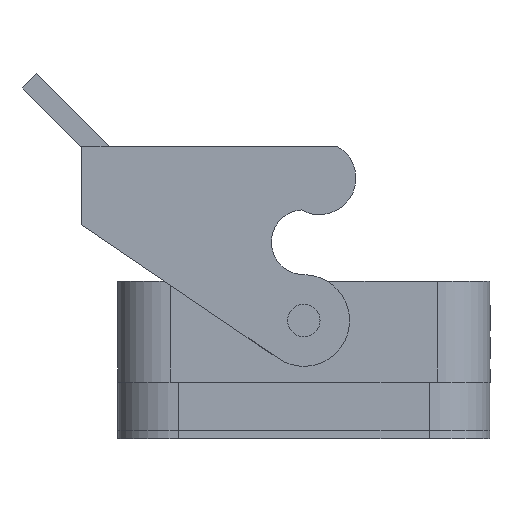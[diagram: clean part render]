
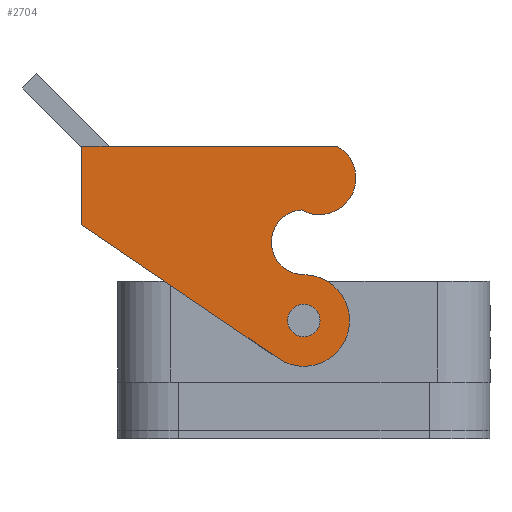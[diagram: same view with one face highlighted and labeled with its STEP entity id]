
A CAD part, front view. The second image highlights one B-rep face of the part: STEP entity #2704.
In plain terms, the highlighted planar face has unit normal (0, -1, 0).
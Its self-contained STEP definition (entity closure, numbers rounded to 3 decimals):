
#1059=PLANE('',#7307);
#1784=LINE('',#14510,#2297);
#1786=LINE('',#14515,#2299);
#1794=LINE('',#14534,#2307);
#2297=VECTOR('',#8425,1.);
#2299=VECTOR('',#8429,1.);
#2307=VECTOR('',#8443,1.);
#2704=ADVANCED_FACE('',(#2870,#2871),#1059,.T.);
#2870=FACE_BOUND('',#3326,.T.);
#2871=FACE_BOUND('',#3327,.T.);
#3326=EDGE_LOOP('',(#5217));
#3327=EDGE_LOOP('',(#5218,#5219,#5220,#5221,#5222,#5223));
#5217=ORIENTED_EDGE('',*,*,#6895,.F.);
#5218=ORIENTED_EDGE('',*,*,#6871,.F.);
#5219=ORIENTED_EDGE('',*,*,#6873,.T.);
#5220=ORIENTED_EDGE('',*,*,#6883,.F.);
#5221=ORIENTED_EDGE('',*,*,#6886,.F.);
#5222=ORIENTED_EDGE('',*,*,#6888,.F.);
#5223=ORIENTED_EDGE('',*,*,#6890,.F.);
#5915=VERTEX_POINT('',#14505);
#5917=VERTEX_POINT('',#14509);
#5918=VERTEX_POINT('',#14513);
#5928=VERTEX_POINT('',#14535);
#5929=VERTEX_POINT('',#14540);
#5930=VERTEX_POINT('',#14544);
#5933=VERTEX_POINT('',#14557);
#6871=EDGE_CURVE('',#5917,#5915,#1784,.T.);
#6873=EDGE_CURVE('',#5917,#5918,#1786,.T.);
#6883=EDGE_CURVE('',#5928,#5918,#1794,.T.);
#6886=EDGE_CURVE('',#5929,#5928,#6977,.T.);
#6888=EDGE_CURVE('',#5930,#5929,#6978,.T.);
#6890=EDGE_CURVE('',#5915,#5930,#6979,.T.);
#6895=EDGE_CURVE('',#5933,#5933,#6980,.T.);
#6977=CIRCLE('',#7299,5.647);
#6978=CIRCLE('',#7301,4.);
#6979=CIRCLE('',#7303,4.5);
#6980=CIRCLE('',#7306,2.);
#7299=AXIS2_PLACEMENT_3D('',#14539,#8449,#8450);
#7301=AXIS2_PLACEMENT_3D('',#14543,#8454,#8455);
#7303=AXIS2_PLACEMENT_3D('',#14547,#8459,#8460);
#7306=AXIS2_PLACEMENT_3D('',#14556,#8469,#8470);
#7307=AXIS2_PLACEMENT_3D('',#14558,#8471,#8472);
#8425=DIRECTION('',(1.,0.,0.));
#8429=DIRECTION('',(0.,0.,-1.));
#8443=DIRECTION('',(-0.826,0.,0.563));
#8449=DIRECTION('',(0.,1.,0.));
#8450=DIRECTION('',(-1.,0.,0.));
#8454=DIRECTION('',(0.,-1.,0.));
#8455=DIRECTION('',(-1.,0.,0.));
#8459=DIRECTION('',(0.,1.,0.));
#8460=DIRECTION('',(-1.,0.,0.));
#8469=DIRECTION('',(0.,-1.,0.));
#8470=DIRECTION('',(0.,0.,-1.));
#8471=DIRECTION('',(0.,-1.,0.));
#8472=DIRECTION('',(0.,0.,1.));
#14505=CARTESIAN_POINT('',(27.026,-2.65,35.5));
#14509=CARTESIAN_POINT('',(-4.403,-2.65,35.5));
#14510=CARTESIAN_POINT('',(25.367,-2.65,35.5));
#14513=CARTESIAN_POINT('',(-4.403,-2.65,25.8));
#14515=CARTESIAN_POINT('',(-4.403,-2.65,14.));
#14534=CARTESIAN_POINT('',(-4.403,-2.65,25.8));
#14535=CARTESIAN_POINT('',(19.771,-2.65,9.333));
#14539=CARTESIAN_POINT('',(22.95,-2.65,14.));
#14540=CARTESIAN_POINT('',(22.95,-2.65,19.647));
#14543=CARTESIAN_POINT('',(22.95,-2.65,23.647));
#14544=CARTESIAN_POINT('',(22.65,-2.65,27.636));
#14547=CARTESIAN_POINT('',(24.87,-2.65,31.55));
#14556=CARTESIAN_POINT('',(22.95,-2.65,14.));
#14557=CARTESIAN_POINT('',(22.95,-2.65,12.));
#14558=CARTESIAN_POINT('',(22.95,-2.65,14.));
